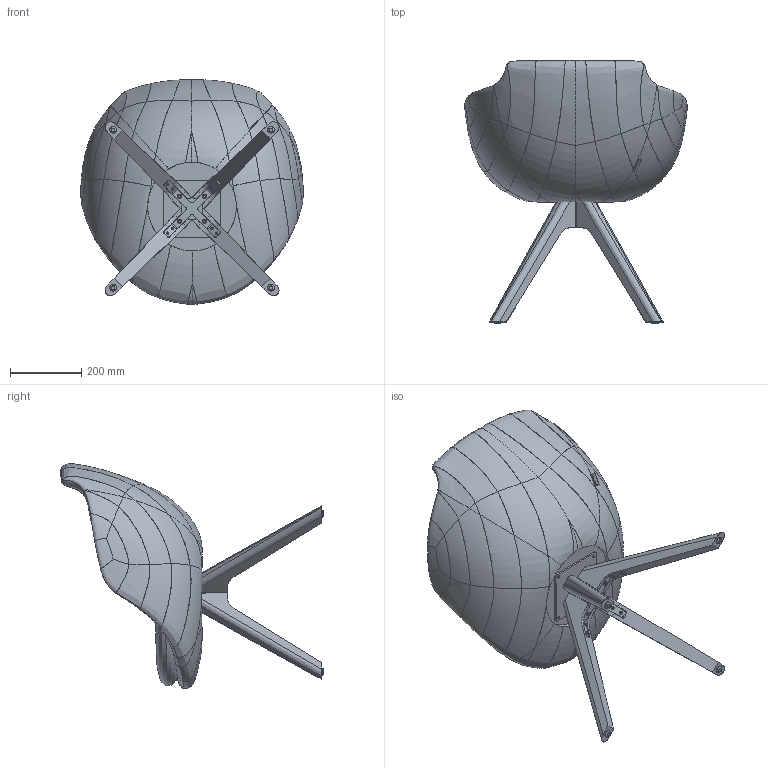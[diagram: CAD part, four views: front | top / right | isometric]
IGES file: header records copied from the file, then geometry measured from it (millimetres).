
Start section: SolidWorks IGES file using analytic representation for surfaces
Global section: file name: NE001 IGS.IGS; native system: SolidWorks 2024; preprocessor: SolidWorks 2024; author: Design; date: 240917.101935; units: millimetre
Bounding box: 626.21 x 741.99 x 632.25 mm (x, y, z)
Surface area: 1784915.4 mm2 (no closed solid volume)
Topology: 0 solids, 0 shells, 761 faces, 12635 edges, 12627 vertices
Faces by surface type: bspline 517, revolution 244
